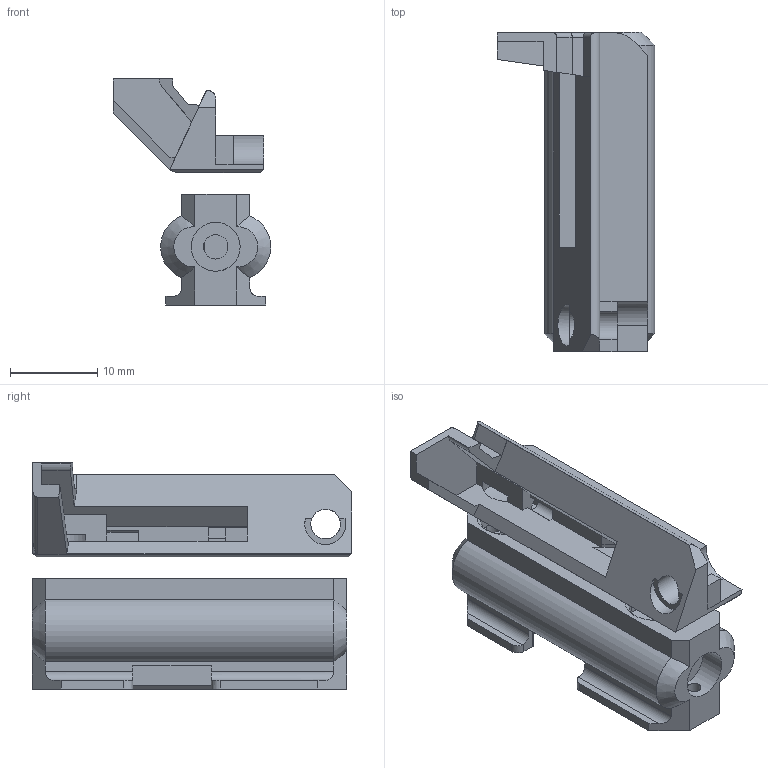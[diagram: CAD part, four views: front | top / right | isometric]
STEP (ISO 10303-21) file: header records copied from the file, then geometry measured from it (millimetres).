
FILE_DESCRIPTION(/* description */ (''),/* implementation_level */ '2;1');
FILE_NAME(/* name */ 'Integrated_SlideSwipe_v5.step',/* time_stamp */ '2022-02-28T09:14:30+00:00',/* author */ (''),/* organization */ (''),/* preprocessor_version */ 'ST-DEVELOPER v18.1',/* originating_system */ 'Autodesk Translation Framework v10.13.0.1454',/* authorisation */ '');
FILE_SCHEMA (('AUTOMOTIVE_DESIGN { 1 0 10303 214 3 1 1 }'));
Length unit declared in the file: millimetre
Products named in the file (3): Cowling_Dragon_SideSwipe; V0.1 Slideswipe integrated mount; Slideswipe integrated probe
Assembly tree (2 placements, depth 2):
  Cowling_Dragon_SideSwipe
    V0.1 Slideswipe integrated mount
    Slideswipe integrated probe
Bounding box: 18.03 x 36.57 x 25.87 mm (x, y, z)
Volume: 4735.8 mm3; surface area: 4462.4 mm2
Topology: 2 solids, 2 shells, 182 faces, 523 edges, 338 vertices
Faces by surface type: plane 126, cylinder 47, cone 7, bspline 2
Full cylindrical faces by diameter (mm): 1.6 x7, 2.8 x1, 3.4 x1, 5.6 x1, 6 x1
Entity records: 6281 total; most frequent: CARTESIAN_POINT 1369, ORIENTED_EDGE 1046, DIRECTION 971, EDGE_CURVE 523, LINE 381, VECTOR 381, VERTEX_POINT 338, AXIS2_PLACEMENT_3D 295
